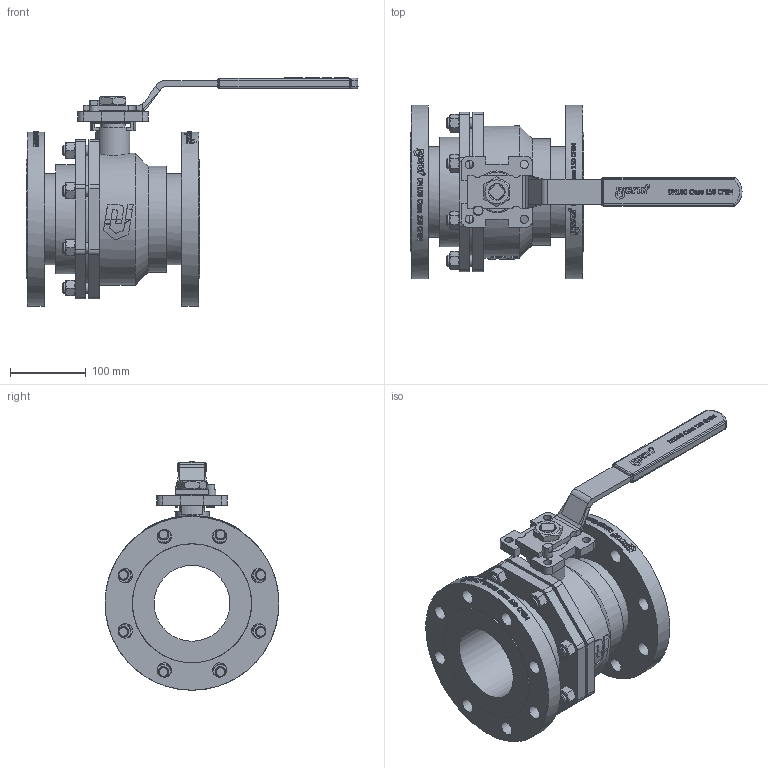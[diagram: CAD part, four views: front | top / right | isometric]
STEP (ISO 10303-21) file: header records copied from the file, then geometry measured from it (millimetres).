
FILE_DESCRIPTION(('HOOPS Exchange Step'),'2;1');
FILE_NAME('FK0601_DN100.stp','2025-08-08T10:25:14+02:00',('nieru'),('Unknown organisation'),'HOOPS Exchange 2024.2','HOOPS Exchange','Unknown authorisation');
FILE_SCHEMA( ('AP203_CONFIGURATION_CONTROLLED_3D_DESIGN_OF_MECHANICAL_PARTS_AND_ASSEMBLIES_MIM_LF') );
Length unit declared in the file: millimetre
Products named in the file (2): 0; root
Assembly tree (1 placements, depth 2):
  root
    0
Bounding box: 437.5 x 229 x 301 mm (x, y, z)
Volume: 4112286.4 mm3; surface area: 496647.1 mm2
Topology: 2 solids, 2 shells, 1664 faces, 4771 edges, 3230 vertices
Faces by surface type: bspline 756, plane 611, cylinder 232, cone 45, sphere 16, torus 4
Full cylindrical faces by diameter (mm): 10 x1, 11 x4, 11.835 x8, 13 x1, 14 x16, 14.5 x8, 19 x16, 22.5 x2, 33 x1, 38 x1, 43 x1, 45 x1, 55 x1, 100 x1, 120 x2, 140 x1, 144 x1, 157 x2, 174 x1, 180 x1, 229 x2
Entity records: 128898 total; most frequent: CARTESIAN_POINT 91896, ORIENTED_EDGE 9542, EDGE_CURVE 4771, DIRECTION 4322, VERTEX_POINT 3230, B_SPLINE_CURVE_WITH_KNOTS 2548, EDGE_LOOP 1877, FACE_BOUND 1877
